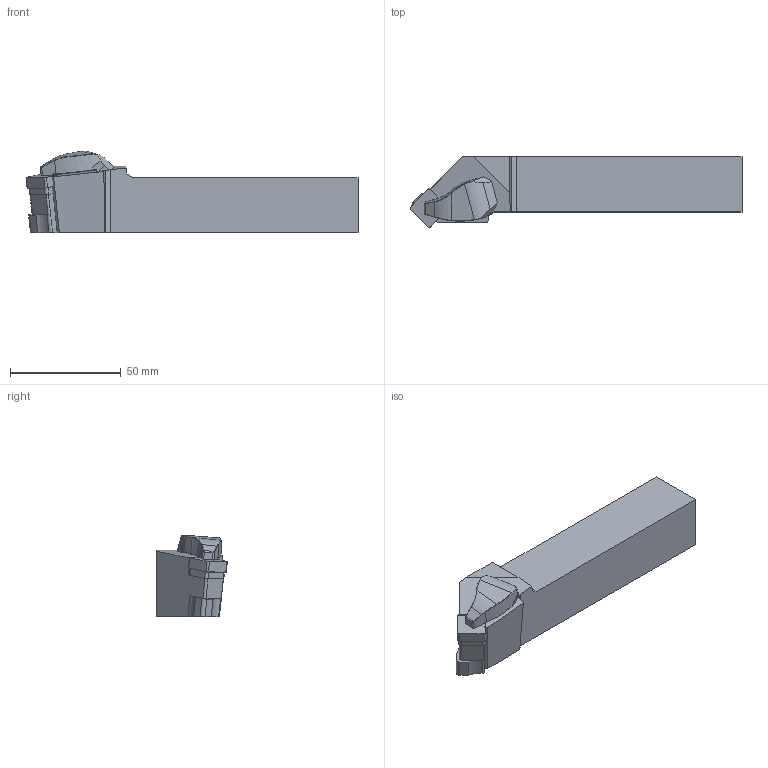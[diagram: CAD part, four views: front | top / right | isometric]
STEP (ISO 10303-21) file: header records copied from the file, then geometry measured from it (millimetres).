
FILE_DESCRIPTION(/* description */ (''),/* implementation_level */ '2;1');
FILE_NAME(/* name */ 'TSSNR-2525-M12-H.stp',/* time_stamp */ '2023-10-17T19:30:54+03:00',/* author */ (''),/* organization */ (''),/* preprocessor_version */ 'ST-DEVELOPER v19.4',/* originating_system */ 'SIEMENS PLM Software NX2306.3001',/* authorisation */ '');
FILE_SCHEMA (('AUTOMOTIVE_DESIGN { 1 0 10303 214 3 1 1 1 }'));
Length unit declared in the file: millimetre
Products named in the file (1): TSSNR-2525-M12-H
Bounding box: 150 x 32 x 36.94 mm (x, y, z)
Volume: 95264.8 mm3; surface area: 17612 mm2
Topology: 2 solids, 5 shells, 131 faces, 327 edges, 205 vertices
Faces by surface type: plane 65, cylinder 26, bspline 21, cone 16, extrusion 2, torus 1
Entity records: 4137 total; most frequent: CARTESIAN_POINT 1153, ORIENTED_EDGE 644, DIRECTION 518, EDGE_CURVE 322, VERTEX_POINT 204, AXIS2_PLACEMENT_3D 175, VECTOR 168, LINE 166
